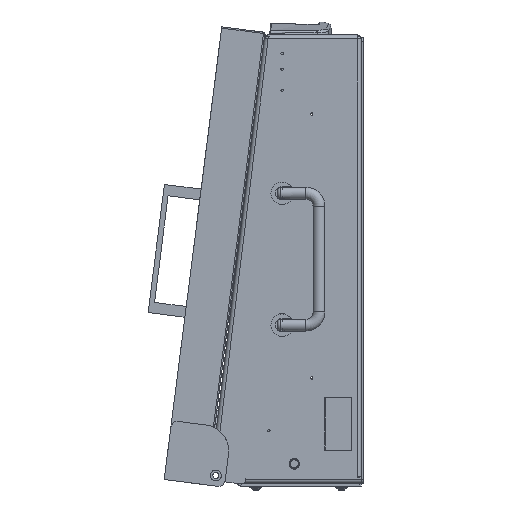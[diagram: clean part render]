
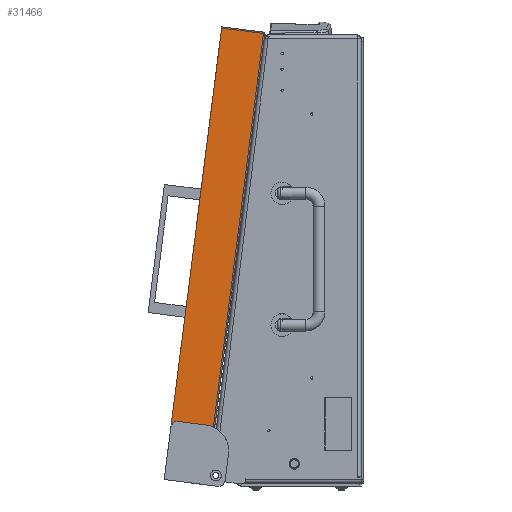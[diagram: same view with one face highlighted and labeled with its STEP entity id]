
A CAD part, left-side view. The second image highlights one B-rep face of the part: STEP entity #31466.
In plain terms, the highlighted planar face has unit normal (-1, 0, 0).
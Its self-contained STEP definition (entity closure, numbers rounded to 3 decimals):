
#4282 = LINE ( 'NONE', #59472, #11355 ) ;
#5671 = CARTESIAN_POINT ( 'NONE',  ( -232.5, 33., 173. ) ) ;
#6434 = VECTOR ( 'NONE', #31407, 1000. ) ;
#7996 = CARTESIAN_POINT ( 'NONE',  ( -232.5, 0., -129.265 ) ) ;
#8000 = VERTEX_POINT ( 'NONE', #55925 ) ;
#11355 = VECTOR ( 'NONE', #70779, 1000. ) ;
#11542 = AXIS2_PLACEMENT_3D ( 'NONE', #60404, #59672, #43914 ) ;
#12950 = LINE ( 'NONE', #40329, #35820 ) ;
#13782 = VERTEX_POINT ( 'NONE', #21346 ) ;
#14551 = AXIS2_PLACEMENT_3D ( 'NONE', #52469, #68574, #40024 ) ;
#15165 = DIRECTION ( 'NONE',  ( -1., 0., 0. ) ) ;
#15325 = CARTESIAN_POINT ( 'NONE',  ( -232.5, 0., -173. ) ) ;
#16313 = EDGE_CURVE ( 'NONE', #53699, #47898, #12950, .T. ) ;
#19327 = EDGE_CURVE ( 'NONE', #26104, #8000, #60017, .T. ) ;
#19604 = CIRCLE ( 'NONE', #39367, 20. ) ;
#20867 = CARTESIAN_POINT ( 'NONE',  ( -232.5, 33., -133. ) ) ;
#21346 = CARTESIAN_POINT ( 'NONE',  ( -232.5, 0., 173. ) ) ;
#21707 = FACE_OUTER_BOUND ( 'NONE', #23234, .T. ) ;
#23234 = EDGE_LOOP ( 'NONE', ( #43566, #43151, #63100, #36722, #39412, #25987 ) ) ;
#23954 = DIRECTION ( 'NONE',  ( 0., 0., 1. ) ) ;
#25312 = EDGE_CURVE ( 'NONE', #53699, #8000, #39044, .T. ) ;
#25987 = ORIENTED_EDGE ( 'NONE', *, *, #25312, .T. ) ;
#26104 = VERTEX_POINT ( 'NONE', #43159 ) ;
#27387 = LINE ( 'NONE', #15325, #6434 ) ;
#31407 = DIRECTION ( 'NONE',  ( 0., 0., 1. ) ) ;
#31466 = ADVANCED_FACE ( 'NONE', ( #21707 ), #60029, .F. ) ;
#35820 = VECTOR ( 'NONE', #23954, 1000. ) ;
#36722 = ORIENTED_EDGE ( 'NONE', *, *, #45976, .F. ) ;
#37398 = DIRECTION ( 'NONE',  ( 0., 0., -1. ) ) ;
#39044 = CIRCLE ( 'NONE', #14551, 5. ) ;
#39367 = AXIS2_PLACEMENT_3D ( 'NONE', #65200, #15165, #37398 ) ;
#39412 = ORIENTED_EDGE ( 'NONE', *, *, #16313, .F. ) ;
#40024 = DIRECTION ( 'NONE',  ( 0., 0., -1. ) ) ;
#40329 = CARTESIAN_POINT ( 'NONE',  ( -232.5, 33., -173. ) ) ;
#42814 = CARTESIAN_POINT ( 'NONE',  ( -232.5, 33., -128. ) ) ;
#43151 = ORIENTED_EDGE ( 'NONE', *, *, #46443, .F. ) ;
#43159 = CARTESIAN_POINT ( 'NONE',  ( -232.5, 7., -128. ) ) ;
#43566 = ORIENTED_EDGE ( 'NONE', *, *, #19327, .F. ) ;
#43914 = DIRECTION ( 'NONE',  ( 0., 0., -1. ) ) ;
#45976 = EDGE_CURVE ( 'NONE', #47898, #13782, #4282, .T. ) ;
#46443 = EDGE_CURVE ( 'NONE', #64551, #26104, #19604, .T. ) ;
#47898 = VERTEX_POINT ( 'NONE', #5671 ) ;
#52469 = CARTESIAN_POINT ( 'NONE',  ( -232.5, 28., -133. ) ) ;
#53699 = VERTEX_POINT ( 'NONE', #20867 ) ;
#55925 = CARTESIAN_POINT ( 'NONE',  ( -232.5, 28., -128. ) ) ;
#59472 = CARTESIAN_POINT ( 'NONE',  ( -232.5, 33., 173. ) ) ;
#59672 = DIRECTION ( 'NONE',  ( 1., 0., 0. ) ) ;
#60017 = LINE ( 'NONE', #42814, #70168 ) ;
#60029 = PLANE ( 'NONE',  #11542 ) ;
#60404 = CARTESIAN_POINT ( 'NONE',  ( -232.5, 33., -173. ) ) ;
#60441 = EDGE_CURVE ( 'NONE', #64551, #13782, #27387, .T. ) ;
#63100 = ORIENTED_EDGE ( 'NONE', *, *, #60441, .T. ) ;
#64551 = VERTEX_POINT ( 'NONE', #7996 ) ;
#65200 = CARTESIAN_POINT ( 'NONE',  ( -232.5, 7., -148. ) ) ;
#66590 = DIRECTION ( 'NONE',  ( 0., 1., 0. ) ) ;
#68574 = DIRECTION ( 'NONE',  ( 1., 0., 0. ) ) ;
#70168 = VECTOR ( 'NONE', #66590, 1000. ) ;
#70779 = DIRECTION ( 'NONE',  ( 0., -1., 0. ) ) ;
